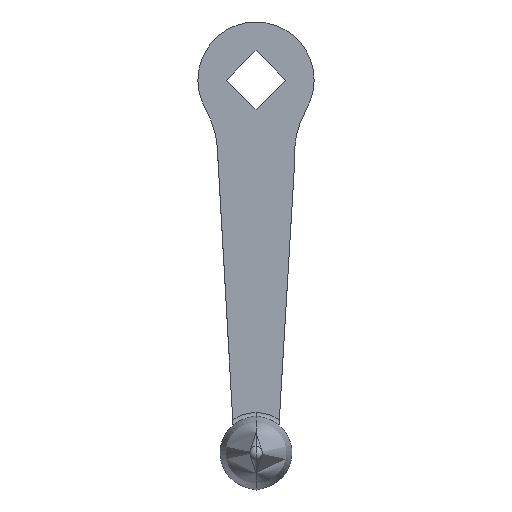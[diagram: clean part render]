
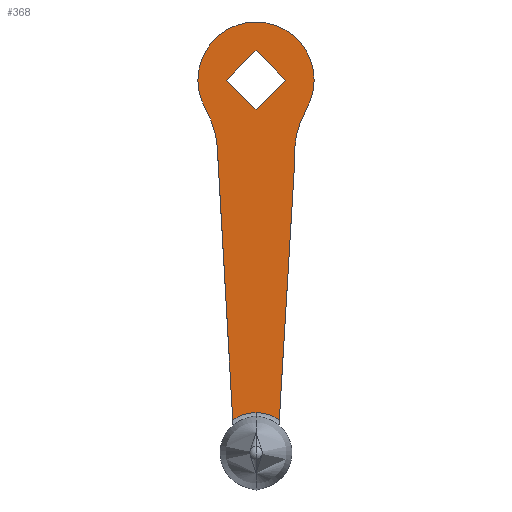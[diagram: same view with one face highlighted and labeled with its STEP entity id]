
A CAD part, front view. The second image highlights one B-rep face of the part: STEP entity #368.
In plain terms, the highlighted planar face has unit normal (0, -1, 0).
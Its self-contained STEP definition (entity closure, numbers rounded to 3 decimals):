
#186=EDGE_CURVE('',#264,#200,#522,.T.);
#200=VERTEX_POINT('',#542);
#214=EDGE_CURVE('',#406,#262,#556,.T.);
#218=EDGE_CURVE('',#200,#282,#560,.T.);
#254=EDGE_CURVE('',#486,#264,#601,.T.);
#262=VERTEX_POINT('',#609);
#264=VERTEX_POINT('',#611);
#282=VERTEX_POINT('',#632);
#326=EDGE_CURVE('',#262,#450,#682,.T.);
#344=EDGE_CURVE('',#418,#450,#703,.T.);
#352=EDGE_CURVE('',#486,#418,#711,.T.);
#368=ADVANCED_FACE('',(#729,#730),#731,.F.);
#406=VERTEX_POINT('',#773);
#418=VERTEX_POINT('',#785);
#450=VERTEX_POINT('',#822);
#454=EDGE_CURVE('',#482,#456,#826,.T.);
#456=VERTEX_POINT('',#828);
#458=EDGE_CURVE('',#456,#464,#830,.T.);
#464=VERTEX_POINT('',#836);
#466=EDGE_CURVE('',#464,#492,#838,.T.);
#472=EDGE_CURVE('',#492,#482,#844,.T.);
#482=VERTEX_POINT('',#855);
#486=VERTEX_POINT('',#860);
#488=EDGE_CURVE('',#282,#406,#862,.T.);
#492=VERTEX_POINT('',#866);
#522=CIRCLE('',#889,30.);
#542=CARTESIAN_POINT('',(-16.906,-34.0,-9.718));
#556=CIRCLE('',#934,30.);
#560=CIRCLE('',#940,19.5);
#601=LINE('',#992,#993);
#609=CARTESIAN_POINT('',(13.0,-34.0,-26.918));
#611=CARTESIAN_POINT('',(-13.0,-34.0,-22.418));
#632=CARTESIAN_POINT('',(-16.906,-34.0,9.718));
#682=LINE('',#1103,#1104);
#703=CIRCLE('',#1132,13.5);
#711=CIRCLE('',#1143,13.5);
#729=FACE_OUTER_BOUND('',#1162,.T.);
#730=FACE_BOUND('',#1163,.T.);
#731=PLANE('',#1164);
#773=CARTESIAN_POINT('',(16.906,-34.0,-9.718));
#785=CARTESIAN_POINT('',(0.,-34.0,-111.5));
#822=CARTESIAN_POINT('',(7.809,-34.0,-113.988));
#826=LINE('',#1318,#1319);
#828=CARTESIAN_POINT('',(9.899,-34.0,0.));
#830=LINE('',#1324,#1325);
#836=CARTESIAN_POINT('',(0.0,-34.0,9.899));
#838=LINE('',#1335,#1336);
#844=LINE('',#1344,#1345);
#855=CARTESIAN_POINT('',(0.0,-34.0,-9.899));
#860=CARTESIAN_POINT('',(-7.795,-34.0,-113.978));
#862=CIRCLE('',#1367,19.5);
#866=CARTESIAN_POINT('',(-9.899,-34.0,0.));
#889=AXIS2_PLACEMENT_3D('',#1388,#1389,#1390);
#934=AXIS2_PLACEMENT_3D('',#1437,#1438,#1439);
#940=AXIS2_PLACEMENT_3D('',#1443,#1444,#1445);
#992=CARTESIAN_POINT('',(-9.972,-34.0,-75.688));
#993=VECTOR('',#1509,1.0);
#1103=CARTESIAN_POINT('',(12.841,-34.0,-29.587));
#1104=VECTOR('',#1603,1.0);
#1132=AXIS2_PLACEMENT_3D('',#1636,#1637,#1638);
#1143=AXIS2_PLACEMENT_3D('',#1645,#1646,#1647);
#1162=EDGE_LOOP('',(#1667,#1668,#1669,#1670,#1671,#1672,#1673,#1674));
#1163=EDGE_LOOP('',(#1675,#1676,#1677,#1678));
#1164=AXIS2_PLACEMENT_3D('',#1679,#1680,#1681);
#1318=CARTESIAN_POINT('',(-0.45,-34.0,-10.35));
#1319=VECTOR('',#1792,1.0);
#1324=CARTESIAN_POINT('',(10.35,-34.0,-0.45));
#1325=VECTOR('',#1793,1.0);
#1335=CARTESIAN_POINT('',(-15.3,-34.0,-5.4));
#1336=VECTOR('',#1797,1.0);
#1344=CARTESIAN_POINT('',(5.4,-34.0,-15.3));
#1345=VECTOR('',#1801,1.0);
#1367=AXIS2_PLACEMENT_3D('',#1822,#1823,#1824);
#1388=CARTESIAN_POINT('',(-42.915,-34.0,-24.668));
#1389=DIRECTION('',(0.0,-1.0,0.0));
#1390=DIRECTION('',(0.867,0.0,0.498));
#1437=CARTESIAN_POINT('',(42.915,-34.0,-24.668));
#1438=DIRECTION('',(0.0,-1.0,-0.0));
#1439=DIRECTION('',(-0.997,0.0,-0.075));
#1443=CARTESIAN_POINT('',(0.0,-34.0,0.));
#1444=DIRECTION('',(0.0,1.0,0.0));
#1445=DIRECTION('',(0.867,0.0,-0.498));
#1509=DIRECTION('',(-0.057,0.0,0.998));
#1603=DIRECTION('',(-0.06,0.0,-0.998));
#1636=CARTESIAN_POINT('',(0.,-34.0,-125.0));
#1637=DIRECTION('',(-0.0,1.0,0.0));
#1638=DIRECTION('',(0.,0.0,1.0));
#1645=CARTESIAN_POINT('',(0.,-34.0,-125.0));
#1646=DIRECTION('',(-0.0,1.0,0.0));
#1647=DIRECTION('',(0.,0.0,1.0));
#1667=ORIENTED_EDGE('',*,*,#254,.F.);
#1668=ORIENTED_EDGE('',*,*,#352,.T.);
#1669=ORIENTED_EDGE('',*,*,#344,.T.);
#1670=ORIENTED_EDGE('',*,*,#326,.F.);
#1671=ORIENTED_EDGE('',*,*,#214,.F.);
#1672=ORIENTED_EDGE('',*,*,#488,.F.);
#1673=ORIENTED_EDGE('',*,*,#218,.F.);
#1674=ORIENTED_EDGE('',*,*,#186,.F.);
#1675=ORIENTED_EDGE('',*,*,#472,.F.);
#1676=ORIENTED_EDGE('',*,*,#466,.F.);
#1677=ORIENTED_EDGE('',*,*,#458,.F.);
#1678=ORIENTED_EDGE('',*,*,#454,.F.);
#1679=CARTESIAN_POINT('',(0.,-34.0,-31.5));
#1680=DIRECTION('',(-0.0,1.0,0.0));
#1681=DIRECTION('',(0.,0.0,1.0));
#1792=DIRECTION('',(0.707,0.0,0.707));
#1793=DIRECTION('',(-0.707,0.0,0.707));
#1797=DIRECTION('',(-0.707,0.0,-0.707));
#1801=DIRECTION('',(0.707,0.0,-0.707));
#1822=CARTESIAN_POINT('',(0.0,-34.0,0.));
#1823=DIRECTION('',(0.0,1.0,0.0));
#1824=DIRECTION('',(0.867,0.0,-0.498));
